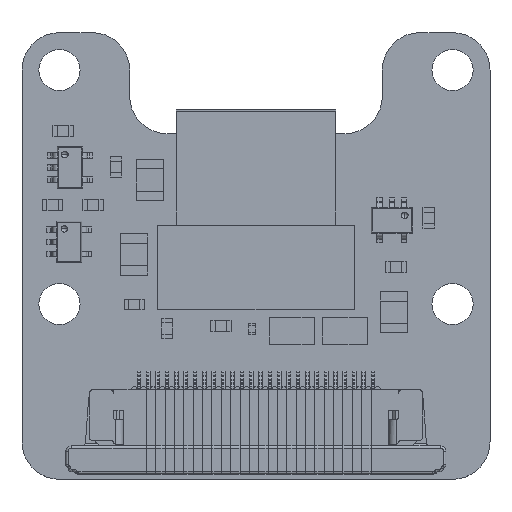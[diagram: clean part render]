
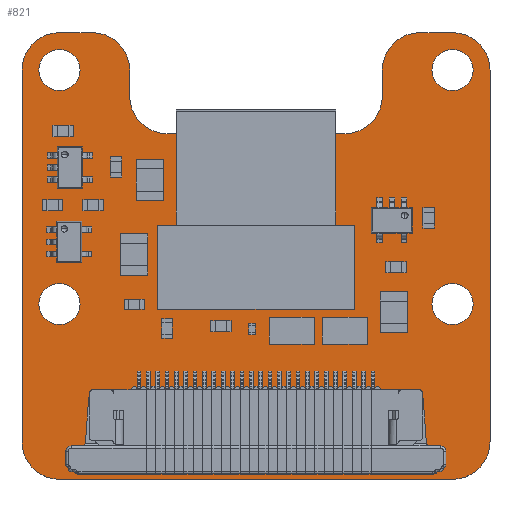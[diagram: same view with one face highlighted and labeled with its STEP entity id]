
A CAD part, top view. The second image highlights one B-rep face of the part: STEP entity #821.
In plain terms, the highlighted planar face has unit normal (0, 0, 1).
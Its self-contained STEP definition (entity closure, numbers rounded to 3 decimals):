
#148 = VERTEX_POINT('',#149);
#149 = CARTESIAN_POINT('',(-12.5,-30.956,1.638));
#155 = EDGE_CURVE('',#148,#156,#158,.T.);
#156 = VERTEX_POINT('',#157);
#157 = CARTESIAN_POINT('',(-10.5,-32.956,1.638));
#158 = CIRCLE('',#159,2.001);
#159 = AXIS2_PLACEMENT_3D('',#160,#161,#162);
#160 = CARTESIAN_POINT('',(-10.499,-30.955,1.638));
#161 = DIRECTION('',(0.,0.,1.));
#162 = DIRECTION('',(-1.,0.,0.));
#188 = EDGE_CURVE('',#156,#189,#191,.T.);
#189 = VERTEX_POINT('',#190);
#190 = CARTESIAN_POINT('',(10.5,-32.956,1.638));
#191 = LINE('',#192,#193);
#192 = CARTESIAN_POINT('',(-10.5,-32.956,1.638));
#193 = VECTOR('',#194,1.);
#194 = DIRECTION('',(1.,0.,0.));
#219 = EDGE_CURVE('',#189,#220,#222,.T.);
#220 = VERTEX_POINT('',#221);
#221 = CARTESIAN_POINT('',(12.5,-30.956,1.638));
#222 = CIRCLE('',#223,2.001);
#223 = AXIS2_PLACEMENT_3D('',#224,#225,#226);
#224 = CARTESIAN_POINT('',(10.499,-30.955,1.638));
#225 = DIRECTION('',(0.,0.,1.));
#226 = DIRECTION('',(0.,-1.,0.));
#252 = EDGE_CURVE('',#220,#253,#255,.T.);
#253 = VERTEX_POINT('',#254);
#254 = CARTESIAN_POINT('',(12.5,-11.094,1.638));
#255 = LINE('',#256,#257);
#256 = CARTESIAN_POINT('',(12.5,-30.956,1.638));
#257 = VECTOR('',#258,1.);
#258 = DIRECTION('',(0.,1.,0.));
#283 = EDGE_CURVE('',#253,#284,#286,.T.);
#284 = VERTEX_POINT('',#285);
#285 = CARTESIAN_POINT('',(10.5,-9.094,1.638));
#286 = CIRCLE('',#287,2.001);
#287 = AXIS2_PLACEMENT_3D('',#288,#289,#290);
#288 = CARTESIAN_POINT('',(10.499,-11.095,1.638));
#289 = DIRECTION('',(0.,0.,1.));
#290 = DIRECTION('',(1.,0.,0.));
#316 = EDGE_CURVE('',#284,#317,#319,.T.);
#317 = VERTEX_POINT('',#318);
#318 = CARTESIAN_POINT('',(8.75,-9.094,1.638));
#319 = LINE('',#320,#321);
#320 = CARTESIAN_POINT('',(10.5,-9.094,1.638));
#321 = VECTOR('',#322,1.);
#322 = DIRECTION('',(-1.,0.,0.));
#347 = EDGE_CURVE('',#317,#348,#350,.T.);
#348 = VERTEX_POINT('',#349);
#349 = CARTESIAN_POINT('',(6.75,-11.094,1.638));
#350 = CIRCLE('',#351,2.001);
#351 = AXIS2_PLACEMENT_3D('',#352,#353,#354);
#352 = CARTESIAN_POINT('',(8.751,-11.095,1.638));
#353 = DIRECTION('',(0.,0.,1.));
#354 = DIRECTION('',(0.,1.,0.));
#380 = EDGE_CURVE('',#348,#381,#383,.T.);
#381 = VERTEX_POINT('',#382);
#382 = CARTESIAN_POINT('',(6.75,-12.49,1.638));
#383 = LINE('',#384,#385);
#384 = CARTESIAN_POINT('',(6.75,-11.094,1.638));
#385 = VECTOR('',#386,1.);
#386 = DIRECTION('',(0.,-1.,0.));
#411 = EDGE_CURVE('',#381,#412,#414,.T.);
#412 = VERTEX_POINT('',#413);
#413 = CARTESIAN_POINT('',(4.75,-14.49,1.638));
#414 = CIRCLE('',#415,2.001);
#415 = AXIS2_PLACEMENT_3D('',#416,#417,#418);
#416 = CARTESIAN_POINT('',(4.749,-12.489,1.638));
#417 = DIRECTION('',(0.,0.,-1.));
#418 = DIRECTION('',(1.,0.,0.));
#444 = EDGE_CURVE('',#412,#445,#447,.T.);
#445 = VERTEX_POINT('',#446);
#446 = CARTESIAN_POINT('',(-4.75,-14.49,1.638));
#447 = LINE('',#448,#449);
#448 = CARTESIAN_POINT('',(4.75,-14.49,1.638));
#449 = VECTOR('',#450,1.);
#450 = DIRECTION('',(-1.,0.,0.));
#475 = EDGE_CURVE('',#445,#476,#478,.T.);
#476 = VERTEX_POINT('',#477);
#477 = CARTESIAN_POINT('',(-6.75,-12.49,1.638));
#478 = CIRCLE('',#479,2.001);
#479 = AXIS2_PLACEMENT_3D('',#480,#481,#482);
#480 = CARTESIAN_POINT('',(-4.749,-12.489,1.638));
#481 = DIRECTION('',(0.,0.,-1.));
#482 = DIRECTION('',(0.,-1.,0.));
#508 = EDGE_CURVE('',#476,#509,#511,.T.);
#509 = VERTEX_POINT('',#510);
#510 = CARTESIAN_POINT('',(-6.75,-11.094,1.638));
#511 = LINE('',#512,#513);
#512 = CARTESIAN_POINT('',(-6.75,-12.49,1.638));
#513 = VECTOR('',#514,1.);
#514 = DIRECTION('',(0.,1.,0.));
#539 = EDGE_CURVE('',#509,#540,#542,.T.);
#540 = VERTEX_POINT('',#541);
#541 = CARTESIAN_POINT('',(-8.745,-9.094,1.638));
#542 = CIRCLE('',#543,2.001);
#543 = AXIS2_PLACEMENT_3D('',#544,#545,#546);
#544 = CARTESIAN_POINT('',(-8.751,-11.095,1.638));
#545 = DIRECTION('',(0.,0.,1.));
#546 = DIRECTION('',(1.,0.,0.));
#572 = EDGE_CURVE('',#540,#573,#575,.T.);
#573 = VERTEX_POINT('',#574);
#574 = CARTESIAN_POINT('',(-10.5,-9.094,1.638));
#575 = LINE('',#576,#577);
#576 = CARTESIAN_POINT('',(-8.745,-9.094,1.638));
#577 = VECTOR('',#578,1.);
#578 = DIRECTION('',(-1.,0.,0.));
#603 = EDGE_CURVE('',#573,#604,#606,.T.);
#604 = VERTEX_POINT('',#605);
#605 = CARTESIAN_POINT('',(-12.5,-11.094,1.638));
#606 = CIRCLE('',#607,2.001);
#607 = AXIS2_PLACEMENT_3D('',#608,#609,#610);
#608 = CARTESIAN_POINT('',(-10.499,-11.095,1.638));
#609 = DIRECTION('',(0.,0.,1.));
#610 = DIRECTION('',(0.,1.,0.));
#636 = EDGE_CURVE('',#604,#148,#637,.T.);
#637 = LINE('',#638,#639);
#638 = CARTESIAN_POINT('',(-12.5,-11.094,1.638));
#639 = VECTOR('',#640,1.);
#640 = DIRECTION('',(0.,-1.,0.));
#660 = VERTEX_POINT('',#661);
#661 = CARTESIAN_POINT('',(-9.4,-23.594,1.638));
#667 = EDGE_CURVE('',#660,#660,#668,.T.);
#668 = CIRCLE('',#669,1.1);
#669 = AXIS2_PLACEMENT_3D('',#670,#671,#672);
#670 = CARTESIAN_POINT('',(-10.5,-23.594,1.638));
#671 = DIRECTION('',(0.,0.,1.));
#672 = DIRECTION('',(1.,0.,0.));
#693 = VERTEX_POINT('',#694);
#694 = CARTESIAN_POINT('',(-9.4,-11.094,1.638));
#700 = EDGE_CURVE('',#693,#693,#701,.T.);
#701 = CIRCLE('',#702,1.1);
#702 = AXIS2_PLACEMENT_3D('',#703,#704,#705);
#703 = CARTESIAN_POINT('',(-10.5,-11.094,1.638));
#704 = DIRECTION('',(0.,0.,1.));
#705 = DIRECTION('',(1.,0.,0.));
#726 = VERTEX_POINT('',#727);
#727 = CARTESIAN_POINT('',(11.6,-23.594,1.638));
#733 = EDGE_CURVE('',#726,#726,#734,.T.);
#734 = CIRCLE('',#735,1.1);
#735 = AXIS2_PLACEMENT_3D('',#736,#737,#738);
#736 = CARTESIAN_POINT('',(10.5,-23.594,1.638));
#737 = DIRECTION('',(0.,0.,1.));
#738 = DIRECTION('',(1.,0.,0.));
#759 = VERTEX_POINT('',#760);
#760 = CARTESIAN_POINT('',(11.6,-11.094,1.638));
#766 = EDGE_CURVE('',#759,#759,#767,.T.);
#767 = CIRCLE('',#768,1.1);
#768 = AXIS2_PLACEMENT_3D('',#769,#770,#771);
#769 = CARTESIAN_POINT('',(10.5,-11.094,1.638));
#770 = DIRECTION('',(0.,0.,1.));
#771 = DIRECTION('',(1.,0.,0.));
#821 = ADVANCED_FACE('',(#822,#840,#843,#846,#849),#852,.F.);
#822 = FACE_BOUND('',#823,.T.);
#823 = EDGE_LOOP('',(#824,#825,#826,#827,#828,#829,#830,#831,#832,#833,
    #834,#835,#836,#837,#838,#839));
#824 = ORIENTED_EDGE('',*,*,#155,.T.);
#825 = ORIENTED_EDGE('',*,*,#188,.T.);
#826 = ORIENTED_EDGE('',*,*,#219,.T.);
#827 = ORIENTED_EDGE('',*,*,#252,.T.);
#828 = ORIENTED_EDGE('',*,*,#283,.T.);
#829 = ORIENTED_EDGE('',*,*,#316,.T.);
#830 = ORIENTED_EDGE('',*,*,#347,.T.);
#831 = ORIENTED_EDGE('',*,*,#380,.T.);
#832 = ORIENTED_EDGE('',*,*,#411,.T.);
#833 = ORIENTED_EDGE('',*,*,#444,.T.);
#834 = ORIENTED_EDGE('',*,*,#475,.T.);
#835 = ORIENTED_EDGE('',*,*,#508,.T.);
#836 = ORIENTED_EDGE('',*,*,#539,.T.);
#837 = ORIENTED_EDGE('',*,*,#572,.T.);
#838 = ORIENTED_EDGE('',*,*,#603,.T.);
#839 = ORIENTED_EDGE('',*,*,#636,.T.);
#840 = FACE_BOUND('',#841,.F.);
#841 = EDGE_LOOP('',(#842));
#842 = ORIENTED_EDGE('',*,*,#667,.T.);
#843 = FACE_BOUND('',#844,.F.);
#844 = EDGE_LOOP('',(#845));
#845 = ORIENTED_EDGE('',*,*,#700,.T.);
#846 = FACE_BOUND('',#847,.F.);
#847 = EDGE_LOOP('',(#848));
#848 = ORIENTED_EDGE('',*,*,#733,.T.);
#849 = FACE_BOUND('',#850,.F.);
#850 = EDGE_LOOP('',(#851));
#851 = ORIENTED_EDGE('',*,*,#766,.T.);
#852 = PLANE('',#853);
#853 = AXIS2_PLACEMENT_3D('',#854,#855,#856);
#854 = CARTESIAN_POINT('',(-12.5,-30.956,1.638));
#855 = DIRECTION('',(0.,0.,-1.));
#856 = DIRECTION('',(-1.,0.,0.));
